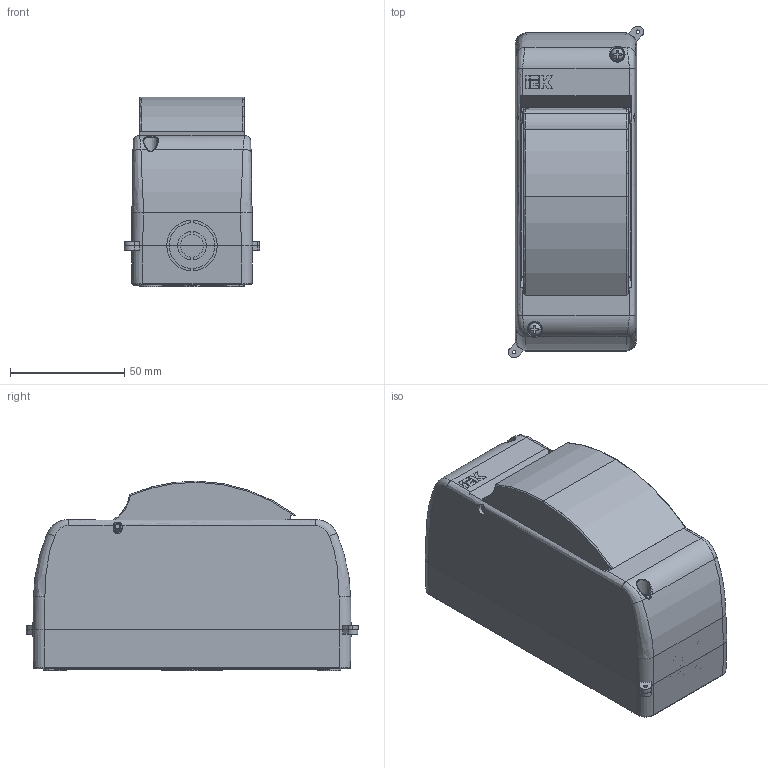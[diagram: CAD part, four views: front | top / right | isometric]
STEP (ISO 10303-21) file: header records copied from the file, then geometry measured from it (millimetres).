
FILE_DESCRIPTION (( 'STEP AP203' ), '1' );
FILE_NAME ('MKP42-N-02-30-20 Áîêñ ñ ïðîçð.êðûøêîé ÊÌÏí 2_2 äëÿ 2-õ àâò.âûêë.íàðóæí.óñò..STEP', '2017-07-28T13:56:05', ( '' ), ( '' ), 'SwSTEP 2.0', 'SolidWorks 2014', '' );
FILE_SCHEMA (( 'CONFIG_CONTROL_DESIGN' ));
Products named in the file (2): MKP42-N-02-30-20 Áîêñ ñ ïðîçð.êðûøêîé ÊÌÏí 2_2 äëÿ 2-õ àâò.âûêë.íàðóæí.óñò.
Bounding box: 59 x 144.99 x 82.84 mm (x, y, z)
Volume: 80721.6 mm3; surface area: 92738.9 mm2
Topology: 5 solids, 5 shells, 1560 faces, 4238 edges, 2788 vertices
Faces by surface type: plane 811, bspline 481, cone 113, cylinder 111, torus 40, sphere 4
Entity records: 64371 total; most frequent: CARTESIAN_POINT 28185, ORIENTED_EDGE 8476, DIRECTION 5720, EDGE_CURVE 4238, VERTEX_POINT 2788, VECTOR 2554, LINE 2554, EDGE_LOOP 1692
